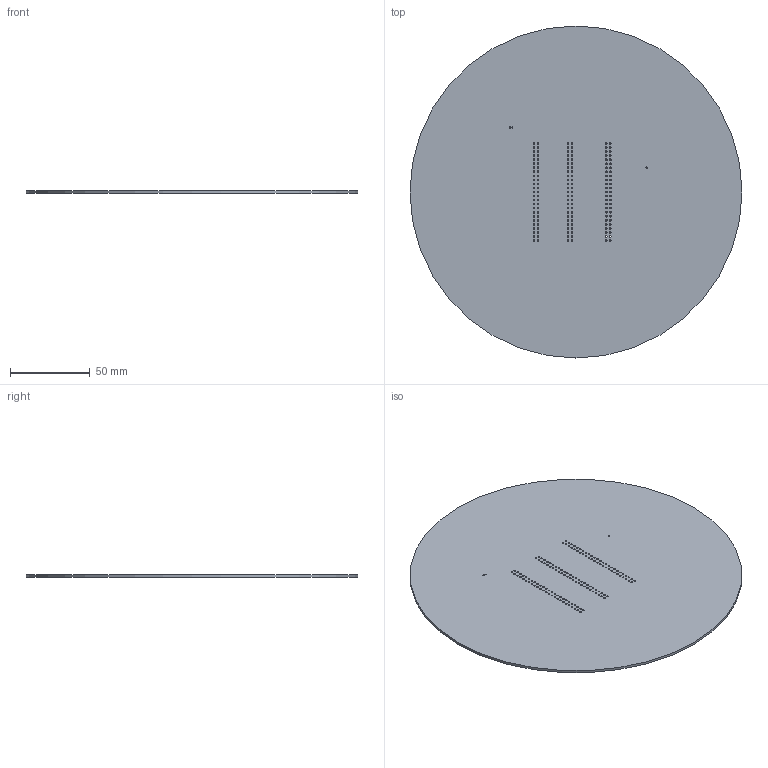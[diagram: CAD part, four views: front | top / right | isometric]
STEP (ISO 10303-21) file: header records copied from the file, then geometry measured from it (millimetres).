
FILE_DESCRIPTION(('KiCad electronic assembly'),'2;1');
FILE_NAME('Robocup Sensor PCB.step','2022-10-24T11:37:52',('Pcbnew'),( 'Kicad'),'Open CASCADE STEP processor 7.6','KiCad to STEP converter' ,'Unknown');
FILE_SCHEMA(('AUTOMOTIVE_DESIGN { 1 0 10303 214 1 1 1 1 }'));
Length unit declared in the file: millimetre
Products named in the file (2): Robocup Sensor PCB 1; Robocup Sensor PCB PCB
Assembly tree (1 placements, depth 2):
  Robocup Sensor PCB 1
    Robocup Sensor PCB PCB
Bounding box: 208.47 x 208.47 x 1.6 mm (x, y, z)
Volume: 54420.6 mm3; surface area: 69840.1 mm2
Topology: 1 solids, 1 shells, 159 faces, 471 edges, 314 vertices
Faces by surface type: cylinder 157, plane 2
Full cylindrical faces by diameter (mm): 0.3 x5, 1 x151, 208.466 x1
Entity records: 12313 total; most frequent: DIRECTION 2049, CARTESIAN_POINT 1888, ORIENTED_EDGE 942, PCURVE 942, DEFINITIONAL_REPRESENTATION 942, LINE 785, VECTOR 785, CIRCLE 628
